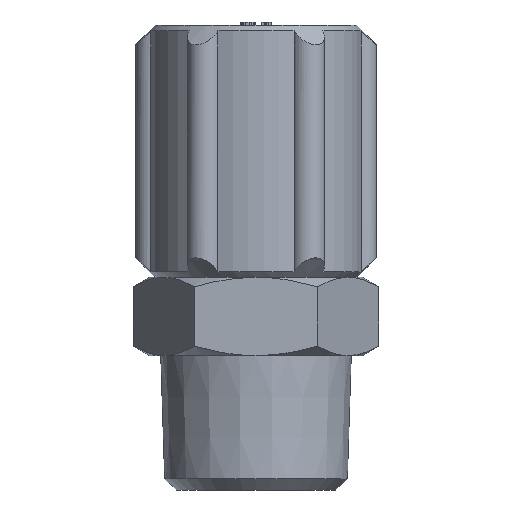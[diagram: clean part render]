
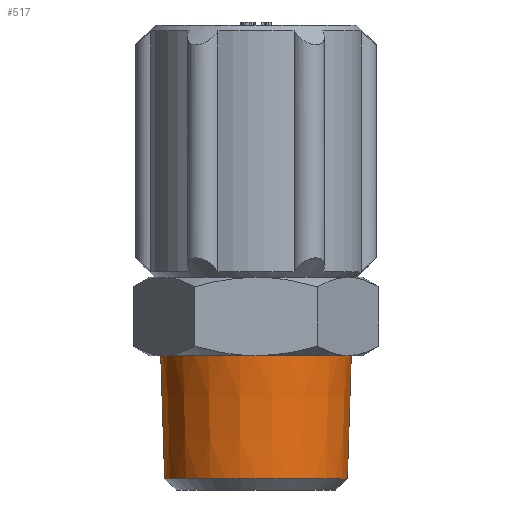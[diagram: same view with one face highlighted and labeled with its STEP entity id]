
A CAD part, front view. The second image highlights one B-rep face of the part: STEP entity #517.
In plain terms, the highlighted conical face has half-angle 1.79 degrees and reference radius 8.32 mm.
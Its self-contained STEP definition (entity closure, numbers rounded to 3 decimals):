
#476=CARTESIAN_POINT('',(0.,0.,-14.9));
#477=DIRECTION('',(0.0,0.,1.0));
#478=DIRECTION('',(-1.0,0.0,0.0));
#479=AXIS2_PLACEMENT_3D('',#476,#477,#478);
#480=CONICAL_SURFACE('',#479,8.32,1.79);
#481=CARTESIAN_POINT('',(-8.164,0.,-19.9));
#482=VERTEX_POINT('',#481);
#483=CARTESIAN_POINT('',(-8.508,0.,-8.9));
#484=VERTEX_POINT('',#483);
#485=CARTESIAN_POINT('',(-8.164,0.,-19.9));
#486=DIRECTION('',(-0.031,0.,1.));
#487=VECTOR('',#486,11.006);
#488=LINE('',#485,#487);
#489=EDGE_CURVE('',#482,#484,#488,.T.);
#490=ORIENTED_EDGE('',*,*,#489,.F.);
#491=CARTESIAN_POINT('',(8.164,0.,-19.9));
#492=VERTEX_POINT('',#491);
#493=CARTESIAN_POINT('',(0.,0.,-19.9));
#494=DIRECTION('',(0.0,0.0,-1.0));
#495=DIRECTION('',(1.0,0.0,0.0));
#496=AXIS2_PLACEMENT_3D('',#493,#494,#495);
#497=CIRCLE('',#496,8.164);
#498=EDGE_CURVE('',#492,#482,#497,.T.);
#499=ORIENTED_EDGE('',*,*,#498,.F.);
#500=CARTESIAN_POINT('',(8.508,0.,-8.9));
#501=VERTEX_POINT('',#500);
#502=CARTESIAN_POINT('',(8.164,0.,-19.9));
#503=DIRECTION('',(0.031,0.,1.));
#504=VECTOR('',#503,11.006);
#505=LINE('',#502,#504);
#506=EDGE_CURVE('',#492,#501,#505,.T.);
#507=ORIENTED_EDGE('',*,*,#506,.T.);
#508=CARTESIAN_POINT('',(0.,0.,-8.9));
#509=DIRECTION('',(0.0,0.0,1.0));
#510=DIRECTION('',(-1.0,0.0,0.0));
#511=AXIS2_PLACEMENT_3D('',#508,#509,#510);
#512=CIRCLE('',#511,8.508);
#513=EDGE_CURVE('',#484,#501,#512,.T.);
#514=ORIENTED_EDGE('',*,*,#513,.F.);
#515=EDGE_LOOP('',(#490,#499,#507,#514));
#516=FACE_OUTER_BOUND('',#515,.T.);
#517=ADVANCED_FACE('',(#516),#480,.T.);
